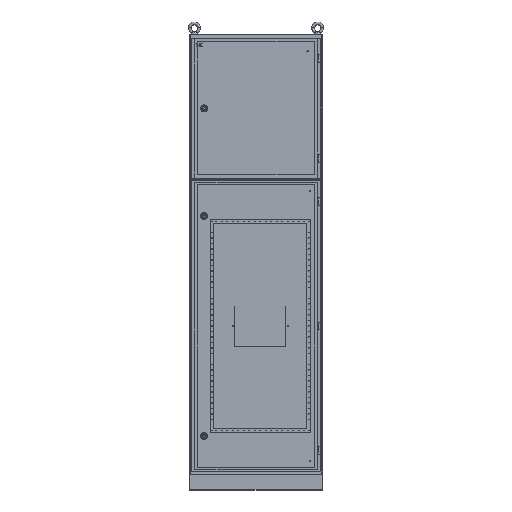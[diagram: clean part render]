
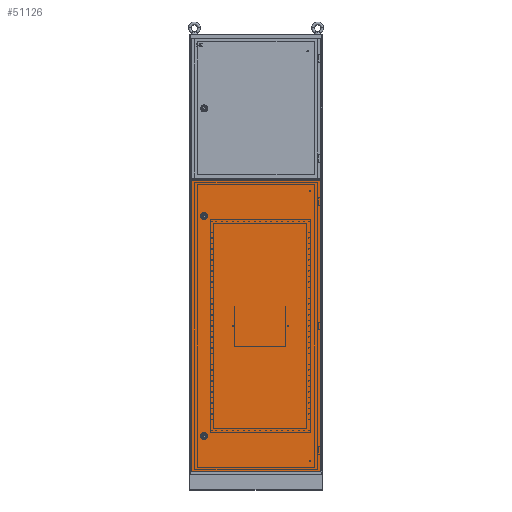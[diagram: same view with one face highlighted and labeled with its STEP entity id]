
A CAD part, top view. The second image highlights one B-rep face of the part: STEP entity #51126.
In plain terms, the highlighted planar face has unit normal (0, 0, 1).
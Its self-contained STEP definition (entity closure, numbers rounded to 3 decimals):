
#1040 = DIRECTION ( 'NONE',  ( 1., 0., 0. ) ) ;
#1869 = ORIENTED_EDGE ( 'NONE', *, *, #23324, .F. ) ;
#6496 = VERTEX_POINT ( 'NONE', #32609 ) ;
#8611 = CARTESIAN_POINT ( 'NONE',  ( 590.5, -663.5, 0. ) ) ;
#9458 = EDGE_CURVE ( 'NONE', #55419, #11472, #12890, .T. ) ;
#9489 = CIRCLE ( 'NONE', #12521, 1.5 ) ;
#10242 = VERTEX_POINT ( 'NONE', #8611 ) ;
#11472 = VERTEX_POINT ( 'NONE', #92608 ) ;
#12383 = CARTESIAN_POINT ( 'NONE',  ( 0., 663.5, 0. ) ) ;
#12416 = ORIENTED_EDGE ( 'NONE', *, *, #31884, .T. ) ;
#12521 = AXIS2_PLACEMENT_3D ( 'NONE', #79903, #34424, #87552 ) ;
#12890 = LINE ( 'NONE', #12383, #33032 ) ;
#13514 = CARTESIAN_POINT ( 'NONE',  ( 590.5, 663.5, 0. ) ) ;
#16058 = ORIENTED_EDGE ( 'NONE', *, *, #29415, .F. ) ;
#16850 = DIRECTION ( 'NONE',  ( 0., 0., 1. ) ) ;
#17647 = DIRECTION ( 'NONE',  ( -1., 0., 0. ) ) ;
#19062 = VECTOR ( 'NONE', #58898, 1000. ) ;
#19540 = VERTEX_POINT ( 'NONE', #34688 ) ;
#20271 = CARTESIAN_POINT ( 'NONE',  ( 61.5, 500., 0. ) ) ;
#20311 = ORIENTED_EDGE ( 'NONE', *, *, #66906, .T. ) ;
#20797 = VECTOR ( 'NONE', #17647, 1000. ) ;
#21420 = LINE ( 'NONE', #13514, #19062 ) ;
#23142 = LINE ( 'NONE', #78329, #20797 ) ;
#23324 = EDGE_CURVE ( 'NONE', #19540, #6496, #53333, .T. ) ;
#25364 = EDGE_LOOP ( 'NONE', ( #82253, #16058 ) ) ;
#29415 = EDGE_CURVE ( 'NONE', #87071, #41895, #40258, .T. ) ;
#31884 = EDGE_CURVE ( 'NONE', #78953, #55419, #23142, .T. ) ;
#32609 = CARTESIAN_POINT ( 'NONE',  ( 61.5, -500., 0. ) ) ;
#33032 = VECTOR ( 'NONE', #95660, 1000. ) ;
#33301 = DIRECTION ( 'NONE',  ( 0., 0., 1. ) ) ;
#33750 = FACE_BOUND ( 'NONE', #65677, .T. ) ;
#33910 = CARTESIAN_POINT ( 'NONE',  ( 58.5, 500., 0. ) ) ;
#34424 = DIRECTION ( 'NONE',  ( 0., 0., 1. ) ) ;
#34688 = CARTESIAN_POINT ( 'NONE',  ( 58.5, -500., 0. ) ) ;
#34866 = CARTESIAN_POINT ( 'NONE',  ( 60., 500., 0. ) ) ;
#38503 = FACE_OUTER_BOUND ( 'NONE', #97122, .T. ) ;
#38831 = CARTESIAN_POINT ( 'NONE',  ( 0., -663.5, 0. ) ) ;
#40258 = CIRCLE ( 'NONE', #90123, 1.5 ) ;
#41895 = VERTEX_POINT ( 'NONE', #20271 ) ;
#42495 = DIRECTION ( 'NONE',  ( 1., 0., 0. ) ) ;
#43777 = CARTESIAN_POINT ( 'NONE',  ( 590.5, 663.5, 0. ) ) ;
#45276 = DIRECTION ( 'NONE',  ( 0., 0., 1. ) ) ;
#45891 = EDGE_CURVE ( 'NONE', #10242, #78953, #21420, .T. ) ;
#47139 = CIRCLE ( 'NONE', #52261, 1.5 ) ;
#49102 = ORIENTED_EDGE ( 'NONE', *, *, #58153, .F. ) ;
#51126 = ADVANCED_FACE ( 'NONE', ( #33750, #74095, #38503 ), #92494, .T. ) ;
#51577 = AXIS2_PLACEMENT_3D ( 'NONE', #69532, #16850, #69856 ) ;
#52151 = AXIS2_PLACEMENT_3D ( 'NONE', #90781, #45276, #98373 ) ;
#52261 = AXIS2_PLACEMENT_3D ( 'NONE', #78788, #33301, #86422 ) ;
#52807 = VECTOR ( 'NONE', #1040, 1000. ) ;
#53333 = CIRCLE ( 'NONE', #52151, 1.5 ) ;
#55419 = VERTEX_POINT ( 'NONE', #79189 ) ;
#58153 = EDGE_CURVE ( 'NONE', #6496, #19540, #47139, .T. ) ;
#58898 = DIRECTION ( 'NONE',  ( 0., 1., 0. ) ) ;
#65677 = EDGE_LOOP ( 'NONE', ( #49102, #1869 ) ) ;
#66906 = EDGE_CURVE ( 'NONE', #11472, #10242, #75388, .T. ) ;
#69532 = CARTESIAN_POINT ( 'NONE',  ( 0., 0., 0. ) ) ;
#69856 = DIRECTION ( 'NONE',  ( 1., 0., 0. ) ) ;
#74095 = FACE_BOUND ( 'NONE', #25364, .T. ) ;
#75388 = LINE ( 'NONE', #38831, #52807 ) ;
#78329 = CARTESIAN_POINT ( 'NONE',  ( 0., 663.5, 0. ) ) ;
#78788 = CARTESIAN_POINT ( 'NONE',  ( 60., -500., 0. ) ) ;
#78953 = VERTEX_POINT ( 'NONE', #43777 ) ;
#79189 = CARTESIAN_POINT ( 'NONE',  ( 0., 663.5, 0. ) ) ;
#79288 = EDGE_CURVE ( 'NONE', #41895, #87071, #9489, .T. ) ;
#79903 = CARTESIAN_POINT ( 'NONE',  ( 60., 500., 0. ) ) ;
#82253 = ORIENTED_EDGE ( 'NONE', *, *, #79288, .F. ) ;
#85552 = ORIENTED_EDGE ( 'NONE', *, *, #45891, .T. ) ;
#85979 = ORIENTED_EDGE ( 'NONE', *, *, #9458, .T. ) ;
#86422 = DIRECTION ( 'NONE',  ( -1., 0., 0. ) ) ;
#87071 = VERTEX_POINT ( 'NONE', #33910 ) ;
#87552 = DIRECTION ( 'NONE',  ( 1., 0., 0. ) ) ;
#87994 = DIRECTION ( 'NONE',  ( 0., 0., 1. ) ) ;
#90123 = AXIS2_PLACEMENT_3D ( 'NONE', #34866, #87994, #42495 ) ;
#90781 = CARTESIAN_POINT ( 'NONE',  ( 60., -500., 0. ) ) ;
#92494 = PLANE ( 'NONE',  #51577 ) ;
#92608 = CARTESIAN_POINT ( 'NONE',  ( 0., -663.5, 0. ) ) ;
#95660 = DIRECTION ( 'NONE',  ( 0., -1., 0. ) ) ;
#97122 = EDGE_LOOP ( 'NONE', ( #85979, #20311, #85552, #12416 ) ) ;
#98373 = DIRECTION ( 'NONE',  ( -1., 0., 0. ) ) ;
